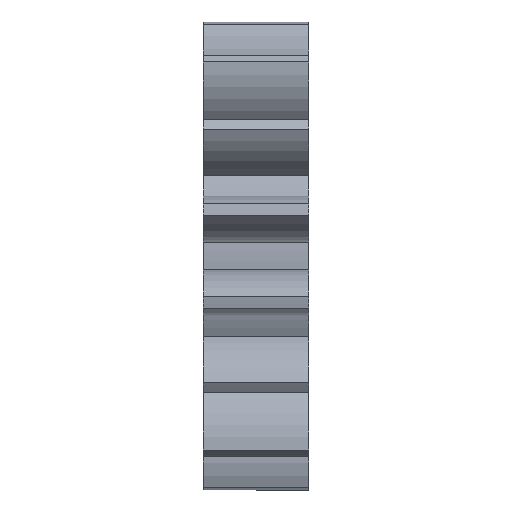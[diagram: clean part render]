
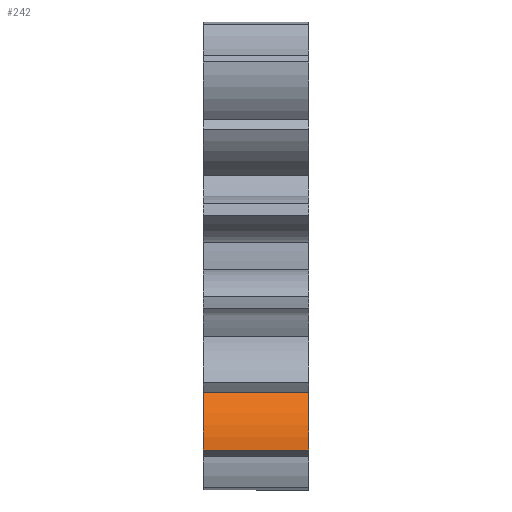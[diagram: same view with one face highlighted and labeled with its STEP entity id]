
A CAD part, front view. The second image highlights one B-rep face of the part: STEP entity #242.
In plain terms, the highlighted cylindrical face has radius 1.6 mm (diameter 3.2 mm), a partial arc.
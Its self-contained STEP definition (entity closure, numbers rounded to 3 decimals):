
#119 = VERTEX_POINT ( 'NONE', #1266 ) ;
#242 = ADVANCED_FACE ( 'NONE', ( #2144 ), #1158, .T. ) ;
#243 = CARTESIAN_POINT ( 'NONE',  ( 2., -2.193, -2.564 ) ) ;
#357 = DIRECTION ( 'NONE',  ( -1., 0., 0. ) ) ;
#376 = AXIS2_PLACEMENT_3D ( 'NONE', #1523, #2319, #931 ) ;
#542 = LINE ( 'NONE', #1329, #1102 ) ;
#551 = CARTESIAN_POINT ( 'NONE',  ( 0., -0.996, -3.625 ) ) ;
#576 = DIRECTION ( 'NONE',  ( 1., 0., 0. ) ) ;
#620 = EDGE_CURVE ( 'NONE', #1753, #2019, #971, .T. ) ;
#853 = VECTOR ( 'NONE', #357, 1000. ) ;
#931 = DIRECTION ( 'NONE',  ( 0., 0., 1. ) ) ;
#971 = CIRCLE ( 'NONE', #1773, 1.6 ) ;
#1102 = VECTOR ( 'NONE', #1936, 1000. ) ;
#1128 = CARTESIAN_POINT ( 'NONE',  ( 0., -2.595, -3.677 ) ) ;
#1156 = DIRECTION ( 'NONE',  ( 0., -0.707, 0.707 ) ) ;
#1158 = CYLINDRICAL_SURFACE ( 'NONE', #376, 1.6 ) ;
#1266 = CARTESIAN_POINT ( 'NONE',  ( 2., -2.595, -3.677 ) ) ;
#1329 = CARTESIAN_POINT ( 'NONE',  ( 1., -2.595, -3.677 ) ) ;
#1349 = DIRECTION ( 'NONE',  ( -1., 0., 0. ) ) ;
#1468 = EDGE_CURVE ( 'NONE', #2210, #1753, #1538, .T. ) ;
#1507 = EDGE_CURVE ( 'NONE', #2019, #119, #542, .T. ) ;
#1520 = CIRCLE ( 'NONE', #2312, 1.6 ) ;
#1523 = CARTESIAN_POINT ( 'NONE',  ( 2., -0.996, -3.625 ) ) ;
#1538 = LINE ( 'NONE', #1712, #853 ) ;
#1570 = DIRECTION ( 'NONE',  ( 0., 0., -1. ) ) ;
#1712 = CARTESIAN_POINT ( 'NONE',  ( 2., -2.193, -2.564 ) ) ;
#1753 = VERTEX_POINT ( 'NONE', #1845 ) ;
#1773 = AXIS2_PLACEMENT_3D ( 'NONE', #551, #576, #1570 ) ;
#1792 = ORIENTED_EDGE ( 'NONE', *, *, #2046, .T. ) ;
#1845 = CARTESIAN_POINT ( 'NONE',  ( 0., -2.193, -2.564 ) ) ;
#1920 = ORIENTED_EDGE ( 'NONE', *, *, #620, .T. ) ;
#1936 = DIRECTION ( 'NONE',  ( 1., 0., 0. ) ) ;
#2019 = VERTEX_POINT ( 'NONE', #1128 ) ;
#2046 = EDGE_CURVE ( 'NONE', #119, #2210, #1520, .T. ) ;
#2128 = CARTESIAN_POINT ( 'NONE',  ( 2., -0.996, -3.625 ) ) ;
#2144 = FACE_OUTER_BOUND ( 'NONE', #2188, .T. ) ;
#2188 = EDGE_LOOP ( 'NONE', ( #2283, #1792, #2561, #1920 ) ) ;
#2210 = VERTEX_POINT ( 'NONE', #243 ) ;
#2283 = ORIENTED_EDGE ( 'NONE', *, *, #1507, .T. ) ;
#2312 = AXIS2_PLACEMENT_3D ( 'NONE', #2128, #1349, #1156 ) ;
#2319 = DIRECTION ( 'NONE',  ( -1., 0., 0. ) ) ;
#2561 = ORIENTED_EDGE ( 'NONE', *, *, #1468, .T. ) ;
